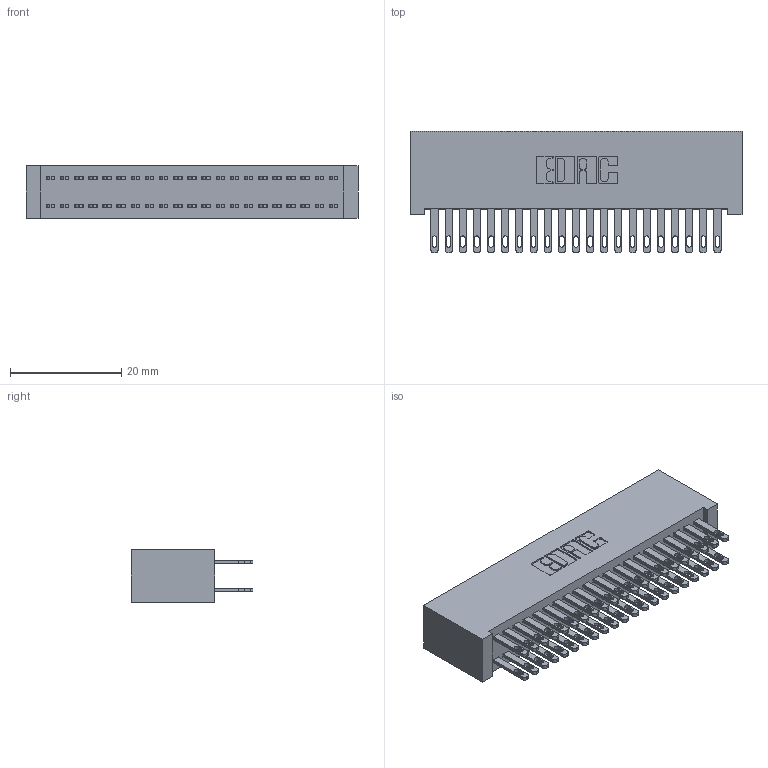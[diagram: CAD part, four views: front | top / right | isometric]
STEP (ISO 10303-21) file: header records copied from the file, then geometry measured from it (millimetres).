
FILE_DESCRIPTION (( 'STEP AP203' ), '1' );
FILE_NAME ('342-042-500-201.STEP', '2019-10-02T17:35:47', ( '' ), ( '' ), 'SwSTEP 2.0', 'SolidWorks 2016', '' );
FILE_SCHEMA (( 'CONFIG_CONTROL_DESIGN' ));
Length unit declared in the file: inch
Products named in the file (3): 342 Part_Lugless; 345-292-001_345-293-100; 342-042-500-201
Assembly tree (43 placements, depth 2):
  342-042-500-201
    342 Part_Lugless
    345-292-001_345-293-100  x42
Bounding box: 59.59 x 21.85 x 9.4 mm (x, y, z)
Volume: 5822.5 mm3; surface area: 9808.4 mm2
Topology: 43 solids, 43 shells, 2118 faces, 6449 edges, 4298 vertices
Faces by surface type: plane 1322, cylinder 796
Entity records: 15747 total; most frequent: CARTESIAN_POINT 2630, ORIENTED_EDGE 2566, DIRECTION 2279, EDGE_CURVE 1283, VECTOR 1159, LINE 1159, VERTEX_POINT 854, AXIS2_PLACEMENT_3D 560
